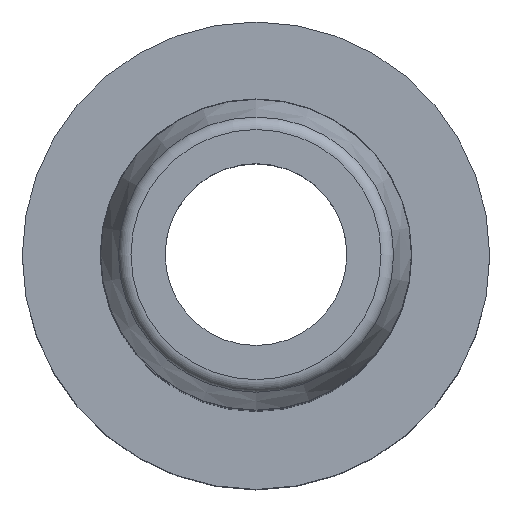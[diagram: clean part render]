
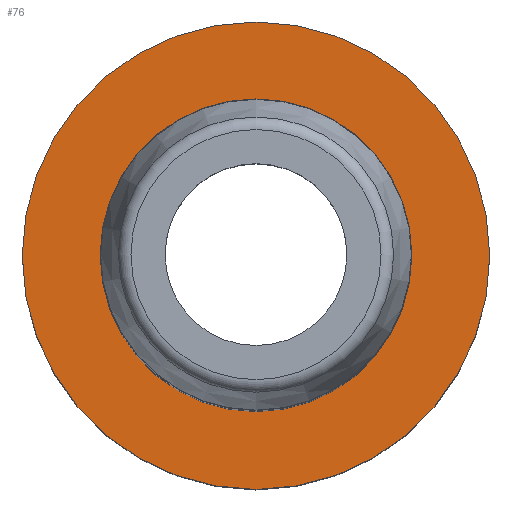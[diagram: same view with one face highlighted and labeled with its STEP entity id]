
A CAD part, top view. The second image highlights one B-rep face of the part: STEP entity #76.
In plain terms, the highlighted planar face has unit normal (0, 0, 1).
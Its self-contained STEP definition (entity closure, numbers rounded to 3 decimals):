
#76=ADVANCED_FACE('',(#90,#91),#92,.T.);
#90=FACE_BOUND('',#123,.T.);
#91=FACE_OUTER_BOUND('',#124,.T.);
#92=PLANE('',#125);
#123=EDGE_LOOP('',(#158));
#124=EDGE_LOOP('',(#159));
#125=AXIS2_PLACEMENT_3D('',#160,#161,#162);
#158=ORIENTED_EDGE('',*,*,#210,.F.);
#159=ORIENTED_EDGE('',*,*,#208,.T.);
#160=CARTESIAN_POINT('',(0.,7.5,11.5));
#161=DIRECTION('',(0.,0.,1.0));
#162=DIRECTION('',(0.,1.0,0.));
#208=EDGE_CURVE('',#219,#219,#220,.T.);
#210=EDGE_CURVE('',#223,#223,#224,.T.);
#219=VERTEX_POINT('',#241);
#220=CIRCLE('',#242,9.);
#223=VERTEX_POINT('',#245);
#224=CIRCLE('',#246,6.);
#241=CARTESIAN_POINT('',(0.,9.,11.5));
#242=AXIS2_PLACEMENT_3D('',#263,#264,#265);
#245=CARTESIAN_POINT('',(0.,6.,11.5));
#246=AXIS2_PLACEMENT_3D('',#269,#270,#271);
#263=CARTESIAN_POINT('',(0.,0.,11.5));
#264=DIRECTION('',(0.,0.,1.0));
#265=DIRECTION('',(0.,1.0,0.));
#269=CARTESIAN_POINT('',(0.,0.,11.5));
#270=DIRECTION('',(0.,0.,1.0));
#271=DIRECTION('',(0.,1.0,0.));
